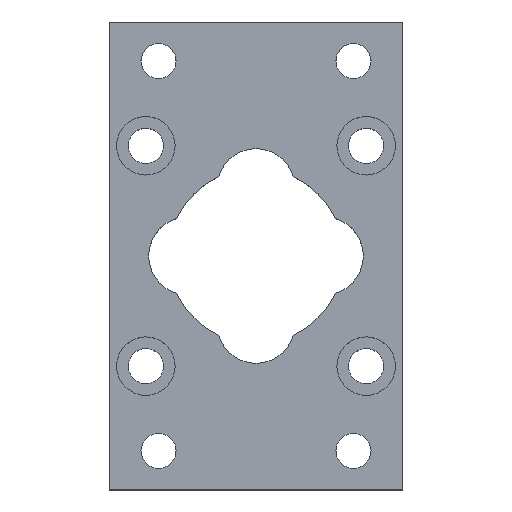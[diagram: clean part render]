
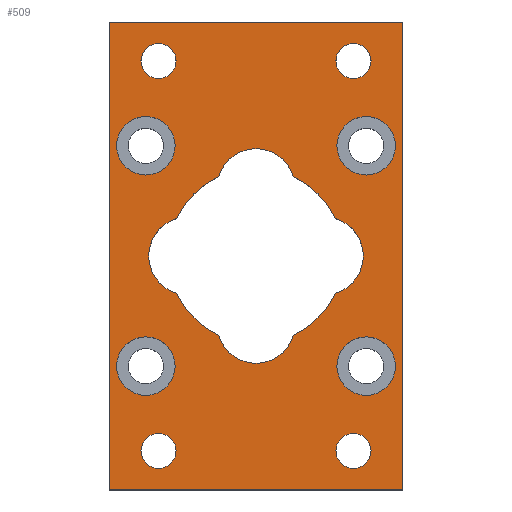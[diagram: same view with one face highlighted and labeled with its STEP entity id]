
A CAD part, top view. The second image highlights one B-rep face of the part: STEP entity #509.
In plain terms, the highlighted planar face has unit normal (0, 0, 1).
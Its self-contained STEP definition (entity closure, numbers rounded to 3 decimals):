
#39=FACE_BOUND('',#142,.T.);
#40=FACE_BOUND('',#143,.T.);
#41=FACE_BOUND('',#144,.T.);
#42=FACE_BOUND('',#145,.T.);
#43=FACE_BOUND('',#146,.T.);
#44=FACE_BOUND('',#147,.T.);
#45=FACE_BOUND('',#148,.T.);
#46=FACE_BOUND('',#149,.T.);
#47=FACE_BOUND('',#150,.T.);
#48=FACE_BOUND('',#151,.T.);
#58=PLANE('',#582);
#142=EDGE_LOOP('',(#440,#441,#442,#443,#444,#445,#446,#447));
#143=EDGE_LOOP('',(#448));
#144=EDGE_LOOP('',(#449));
#145=EDGE_LOOP('',(#450));
#146=EDGE_LOOP('',(#451));
#147=EDGE_LOOP('',(#452));
#148=EDGE_LOOP('',(#453));
#149=EDGE_LOOP('',(#454));
#150=EDGE_LOOP('',(#455));
#151=EDGE_LOOP('',(#456,#457,#458,#459));
#152=CIRCLE('',#514,10.);
#154=CIRCLE('',#517,10.);
#157=CIRCLE('',#521,10.);
#158=CIRCLE('',#523,10.);
#172=CIRCLE('',#539,22.5);
#173=CIRCLE('',#541,22.5);
#174=CIRCLE('',#543,22.5);
#175=CIRCLE('',#545,22.5);
#178=CIRCLE('',#550,7.5);
#181=CIRCLE('',#556,7.5);
#184=CIRCLE('',#562,7.5);
#187=CIRCLE('',#568,7.5);
#188=CIRCLE('',#571,4.5);
#189=CIRCLE('',#573,4.5);
#190=CIRCLE('',#575,4.5);
#191=CIRCLE('',#577,4.5);
#204=LINE('',#870,#224);
#207=LINE('',#875,#227);
#209=LINE('',#879,#229);
#211=LINE('',#882,#231);
#224=VECTOR('',#729,120.);
#227=VECTOR('',#734,75.);
#229=VECTOR('',#738,120.);
#231=VECTOR('',#742,75.);
#232=VERTEX_POINT('',#747);
#234=VERTEX_POINT('',#750);
#236=VERTEX_POINT('',#756);
#238=VERTEX_POINT('',#759);
#241=VERTEX_POINT('',#766);
#243=VERTEX_POINT('',#770);
#244=VERTEX_POINT('',#774);
#246=VERTEX_POINT('',#777);
#262=VERTEX_POINT('',#825);
#265=VERTEX_POINT('',#834);
#268=VERTEX_POINT('',#843);
#271=VERTEX_POINT('',#852);
#272=VERTEX_POINT('',#856);
#273=VERTEX_POINT('',#859);
#274=VERTEX_POINT('',#862);
#275=VERTEX_POINT('',#865);
#276=VERTEX_POINT('',#868);
#277=VERTEX_POINT('',#869);
#278=VERTEX_POINT('',#874);
#279=VERTEX_POINT('',#878);
#281=EDGE_CURVE('',#234,#232,#152,.T.);
#285=EDGE_CURVE('',#238,#236,#154,.T.);
#291=EDGE_CURVE('',#241,#243,#157,.T.);
#293=EDGE_CURVE('',#246,#244,#158,.T.);
#312=EDGE_CURVE('',#244,#238,#172,.T.);
#313=EDGE_CURVE('',#236,#241,#173,.T.);
#314=EDGE_CURVE('',#243,#234,#174,.T.);
#315=EDGE_CURVE('',#232,#246,#175,.T.);
#318=EDGE_CURVE('',#262,#262,#178,.T.);
#321=EDGE_CURVE('',#265,#265,#181,.T.);
#324=EDGE_CURVE('',#268,#268,#184,.T.);
#327=EDGE_CURVE('',#271,#271,#187,.T.);
#328=EDGE_CURVE('',#272,#272,#188,.T.);
#329=EDGE_CURVE('',#273,#273,#189,.T.);
#330=EDGE_CURVE('',#274,#274,#190,.T.);
#331=EDGE_CURVE('',#275,#275,#191,.T.);
#332=EDGE_CURVE('',#276,#277,#204,.T.);
#335=EDGE_CURVE('',#277,#278,#207,.T.);
#337=EDGE_CURVE('',#278,#279,#209,.T.);
#339=EDGE_CURVE('',#279,#276,#211,.T.);
#440=ORIENTED_EDGE('',*,*,#281,.T.);
#441=ORIENTED_EDGE('',*,*,#315,.T.);
#442=ORIENTED_EDGE('',*,*,#293,.T.);
#443=ORIENTED_EDGE('',*,*,#312,.T.);
#444=ORIENTED_EDGE('',*,*,#285,.T.);
#445=ORIENTED_EDGE('',*,*,#313,.T.);
#446=ORIENTED_EDGE('',*,*,#291,.T.);
#447=ORIENTED_EDGE('',*,*,#314,.T.);
#448=ORIENTED_EDGE('',*,*,#318,.T.);
#449=ORIENTED_EDGE('',*,*,#321,.T.);
#450=ORIENTED_EDGE('',*,*,#324,.T.);
#451=ORIENTED_EDGE('',*,*,#327,.T.);
#452=ORIENTED_EDGE('',*,*,#328,.T.);
#453=ORIENTED_EDGE('',*,*,#329,.T.);
#454=ORIENTED_EDGE('',*,*,#330,.T.);
#455=ORIENTED_EDGE('',*,*,#331,.T.);
#456=ORIENTED_EDGE('',*,*,#339,.T.);
#457=ORIENTED_EDGE('',*,*,#332,.T.);
#458=ORIENTED_EDGE('',*,*,#335,.T.);
#459=ORIENTED_EDGE('',*,*,#337,.T.);
#509=ADVANCED_FACE('',(#39,#40,#41,#42,#43,#44,#45,#46,#47,#48),#58,.T.);
#514=AXIS2_PLACEMENT_3D('',#751,#588,#589);
#517=AXIS2_PLACEMENT_3D('',#760,#596,#597);
#521=AXIS2_PLACEMENT_3D('',#772,#607,#608);
#523=AXIS2_PLACEMENT_3D('',#778,#612,#613);
#539=AXIS2_PLACEMENT_3D('',#812,#649,#650);
#541=AXIS2_PLACEMENT_3D('',#814,#653,#654);
#543=AXIS2_PLACEMENT_3D('',#816,#657,#658);
#545=AXIS2_PLACEMENT_3D('',#818,#661,#662);
#550=AXIS2_PLACEMENT_3D('',#826,#671,#672);
#556=AXIS2_PLACEMENT_3D('',#835,#683,#684);
#562=AXIS2_PLACEMENT_3D('',#844,#695,#696);
#568=AXIS2_PLACEMENT_3D('',#853,#707,#708);
#571=AXIS2_PLACEMENT_3D('',#857,#713,#714);
#573=AXIS2_PLACEMENT_3D('',#860,#717,#718);
#575=AXIS2_PLACEMENT_3D('',#863,#721,#722);
#577=AXIS2_PLACEMENT_3D('',#866,#725,#726);
#582=AXIS2_PLACEMENT_3D('',#883,#743,#744);
#588=DIRECTION('center_axis',(0.,0.,-1.));
#589=DIRECTION('ref_axis',(-1.,0.,0.));
#596=DIRECTION('center_axis',(0.,0.,-1.));
#597=DIRECTION('ref_axis',(-1.,0.,0.));
#607=DIRECTION('center_axis',(0.,0.,-1.));
#608=DIRECTION('ref_axis',(-1.,0.,0.));
#612=DIRECTION('center_axis',(0.,0.,-1.));
#613=DIRECTION('ref_axis',(-1.,0.,0.));
#649=DIRECTION('center_axis',(0.,0.,-1.));
#650=DIRECTION('ref_axis',(-1.,0.,0.));
#653=DIRECTION('center_axis',(0.,0.,-1.));
#654=DIRECTION('ref_axis',(-1.,0.,0.));
#657=DIRECTION('center_axis',(0.,0.,-1.));
#658=DIRECTION('ref_axis',(-1.,0.,0.));
#661=DIRECTION('center_axis',(0.,0.,-1.));
#662=DIRECTION('ref_axis',(-1.,0.,0.));
#671=DIRECTION('center_axis',(0.,0.,-1.));
#672=DIRECTION('ref_axis',(1.,0.,0.));
#683=DIRECTION('center_axis',(0.,0.,-1.));
#684=DIRECTION('ref_axis',(1.,0.,0.));
#695=DIRECTION('center_axis',(0.,0.,-1.));
#696=DIRECTION('ref_axis',(1.,0.,0.));
#707=DIRECTION('center_axis',(0.,0.,-1.));
#708=DIRECTION('ref_axis',(1.,0.,0.));
#713=DIRECTION('center_axis',(0.,0.,-1.));
#714=DIRECTION('ref_axis',(-1.,0.,0.));
#717=DIRECTION('center_axis',(0.,0.,-1.));
#718=DIRECTION('ref_axis',(-1.,0.,0.));
#721=DIRECTION('center_axis',(0.,0.,-1.));
#722=DIRECTION('ref_axis',(-1.,0.,0.));
#725=DIRECTION('center_axis',(0.,0.,-1.));
#726=DIRECTION('ref_axis',(-1.,0.,0.));
#729=DIRECTION('',(0.,-1.,0.));
#734=DIRECTION('',(1.,0.,0.));
#738=DIRECTION('',(0.,1.,0.));
#742=DIRECTION('',(-1.,0.,0.));
#743=DIRECTION('center_axis',(0.,0.,1.));
#744=DIRECTION('ref_axis',(1.,0.,0.));
#747=CARTESIAN_POINT('',(-9.583,-20.357,0.));
#750=CARTESIAN_POINT('',(9.583,-20.357,0.));
#751=CARTESIAN_POINT('Origin',(0.,-17.5,0.));
#756=CARTESIAN_POINT('',(9.583,20.357,0.));
#759=CARTESIAN_POINT('',(-9.583,20.357,0.));
#760=CARTESIAN_POINT('Origin',(0.,17.5,0.));
#766=CARTESIAN_POINT('',(20.357,9.583,0.));
#770=CARTESIAN_POINT('',(20.357,-9.583,0.));
#772=CARTESIAN_POINT('Origin',(17.5,0.,0.));
#774=CARTESIAN_POINT('',(-20.357,9.583,0.));
#777=CARTESIAN_POINT('',(-20.357,-9.583,0.));
#778=CARTESIAN_POINT('Origin',(-17.5,0.,0.));
#812=CARTESIAN_POINT('Origin',(0.,0.,0.));
#814=CARTESIAN_POINT('Origin',(0.,0.,0.));
#816=CARTESIAN_POINT('Origin',(0.,0.,0.));
#818=CARTESIAN_POINT('Origin',(0.,0.,0.));
#825=CARTESIAN_POINT('',(35.75,28.25,0.));
#826=CARTESIAN_POINT('Origin',(28.25,28.25,0.));
#834=CARTESIAN_POINT('',(-20.75,-28.25,0.));
#835=CARTESIAN_POINT('Origin',(-28.25,-28.25,0.));
#843=CARTESIAN_POINT('',(-20.75,28.25,0.));
#844=CARTESIAN_POINT('Origin',(-28.25,28.25,0.));
#852=CARTESIAN_POINT('',(35.75,-28.25,0.));
#853=CARTESIAN_POINT('Origin',(28.25,-28.25,0.));
#856=CARTESIAN_POINT('',(29.5,-50.,0.));
#857=CARTESIAN_POINT('Origin',(25.,-50.,0.));
#859=CARTESIAN_POINT('',(29.5,50.,0.));
#860=CARTESIAN_POINT('Origin',(25.,50.,0.));
#862=CARTESIAN_POINT('',(-20.5,50.,0.));
#863=CARTESIAN_POINT('Origin',(-25.,50.,0.));
#865=CARTESIAN_POINT('',(-20.5,-50.,0.));
#866=CARTESIAN_POINT('Origin',(-25.,-50.,0.));
#868=CARTESIAN_POINT('',(-37.5,60.,0.));
#869=CARTESIAN_POINT('',(-37.5,-60.,0.));
#870=CARTESIAN_POINT('',(-37.5,60.,0.));
#874=CARTESIAN_POINT('',(37.5,-60.,0.));
#875=CARTESIAN_POINT('',(-37.5,-60.,0.));
#878=CARTESIAN_POINT('',(37.5,60.,0.));
#879=CARTESIAN_POINT('',(37.5,-60.,0.));
#882=CARTESIAN_POINT('',(37.5,60.,0.));
#883=CARTESIAN_POINT('Origin',(0.,0.,
0.));
